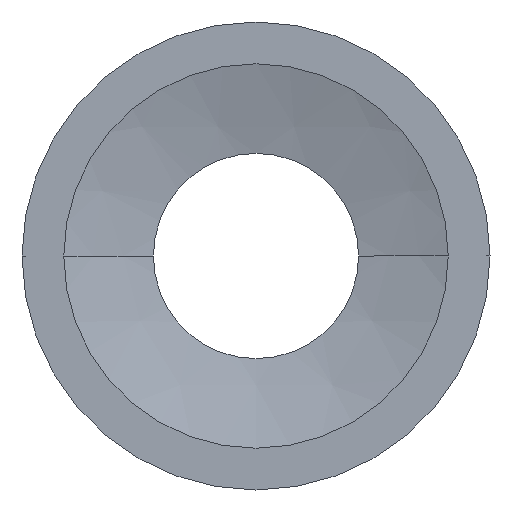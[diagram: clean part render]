
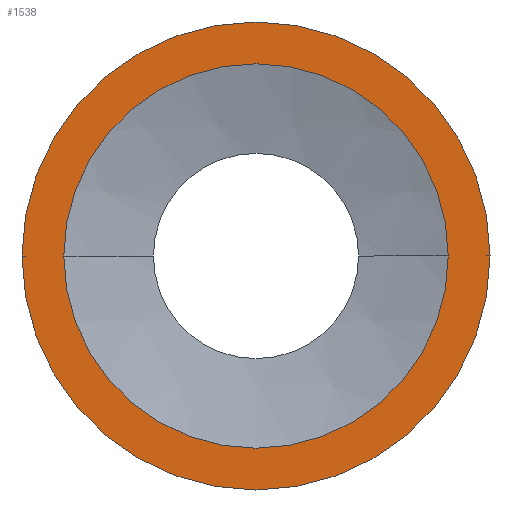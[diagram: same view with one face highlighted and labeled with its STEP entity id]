
A CAD part, front view. The second image highlights one B-rep face of the part: STEP entity #1538.
In plain terms, the highlighted planar face has unit normal (0, -1, 0).
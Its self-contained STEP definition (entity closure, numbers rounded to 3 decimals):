
#11 = DIRECTION ( 'NONE',  ( 0., -1., 0. ) ) ;
#49 = ORIENTED_EDGE ( 'NONE', *, *, #1706, .T. ) ;
#254 = EDGE_CURVE ( 'NONE', #2027, #643, #1381, .T. ) ;
#326 = DIRECTION ( 'NONE',  ( 0., 0., 1. ) ) ;
#418 = ORIENTED_EDGE ( 'NONE', *, *, #2030, .T. ) ;
#642 = DIRECTION ( 'NONE',  ( 0., 1., 0. ) ) ;
#643 = VERTEX_POINT ( 'NONE', #1576 ) ;
#680 = DIRECTION ( 'NONE',  ( 0., 1., 0. ) ) ;
#693 = DIRECTION ( 'NONE',  ( 0., 0., 1. ) ) ;
#724 = DIRECTION ( 'NONE',  ( 0., 1., 0. ) ) ;
#741 = CARTESIAN_POINT ( 'NONE',  ( 0., 221.732, 0. ) ) ;
#786 = EDGE_LOOP ( 'NONE', ( #418, #1833 ) ) ;
#887 = CARTESIAN_POINT ( 'NONE',  ( 0., 221.732, 0. ) ) ;
#892 = EDGE_LOOP ( 'NONE', ( #1695, #49 ) ) ;
#904 = VERTEX_POINT ( 'NONE', #934 ) ;
#934 = CARTESIAN_POINT ( 'NONE',  ( -14.819, 221.732, 0. ) ) ;
#937 = CIRCLE ( 'NONE', #1005, 14.819 ) ;
#1005 = AXIS2_PLACEMENT_3D ( 'NONE', #741, #2185, #1758 ) ;
#1026 = DIRECTION ( 'NONE',  ( 0., 0., 1. ) ) ;
#1036 = CARTESIAN_POINT ( 'NONE',  ( -61.185, 221.732, -41. ) ) ;
#1173 = CARTESIAN_POINT ( 'NONE',  ( 14.819, 221.732, 0. ) ) ;
#1223 = CARTESIAN_POINT ( 'NONE',  ( 0., 221.732, 0. ) ) ;
#1381 = CIRCLE ( 'NONE', #1685, 12.174 ) ;
#1538 = ADVANCED_FACE ( 'NONE', ( #2110, #2262 ), #2078, .F. ) ;
#1568 = CARTESIAN_POINT ( 'NONE',  ( 0., 221.732, 0. ) ) ;
#1576 = CARTESIAN_POINT ( 'NONE',  ( -12.174, 221.732, 0. ) ) ;
#1643 = CIRCLE ( 'NONE', #2283, 12.174 ) ;
#1674 = AXIS2_PLACEMENT_3D ( 'NONE', #887, #11, #2332 ) ;
#1685 = AXIS2_PLACEMENT_3D ( 'NONE', #1568, #680, #693 ) ;
#1695 = ORIENTED_EDGE ( 'NONE', *, *, #1734, .T. ) ;
#1706 = EDGE_CURVE ( 'NONE', #2331, #904, #937, .T. ) ;
#1734 = EDGE_CURVE ( 'NONE', #904, #2331, #2315, .T. ) ;
#1758 = DIRECTION ( 'NONE',  ( 0., 0., 1. ) ) ;
#1833 = ORIENTED_EDGE ( 'NONE', *, *, #254, .T. ) ;
#1933 = CARTESIAN_POINT ( 'NONE',  ( 12.174, 221.732, 0. ) ) ;
#2027 = VERTEX_POINT ( 'NONE', #1933 ) ;
#2030 = EDGE_CURVE ( 'NONE', #643, #2027, #1643, .T. ) ;
#2078 = PLANE ( 'NONE',  #2327 ) ;
#2110 = FACE_OUTER_BOUND ( 'NONE', #892, .T. ) ;
#2185 = DIRECTION ( 'NONE',  ( 0., -1., 0. ) ) ;
#2262 = FACE_BOUND ( 'NONE', #786, .T. ) ;
#2283 = AXIS2_PLACEMENT_3D ( 'NONE', #1223, #724, #326 ) ;
#2315 = CIRCLE ( 'NONE', #1674, 14.819 ) ;
#2327 = AXIS2_PLACEMENT_3D ( 'NONE', #1036, #642, #1026 ) ;
#2331 = VERTEX_POINT ( 'NONE', #1173 ) ;
#2332 = DIRECTION ( 'NONE',  ( 0., 0., 1. ) ) ;
